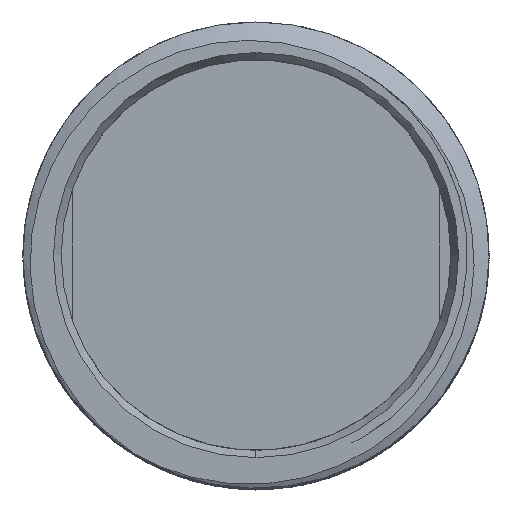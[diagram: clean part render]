
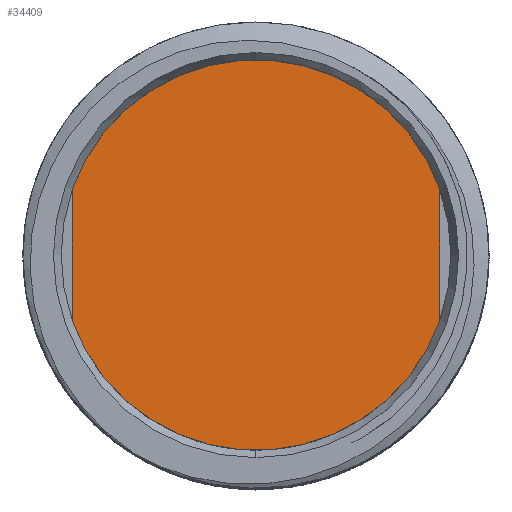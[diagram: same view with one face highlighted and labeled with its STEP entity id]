
A CAD part, top view. The second image highlights one B-rep face of the part: STEP entity #34409.
In plain terms, the highlighted planar face has unit normal (0, 0, 1).
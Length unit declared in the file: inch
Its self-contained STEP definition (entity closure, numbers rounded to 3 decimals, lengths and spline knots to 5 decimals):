
#20203=CARTESIAN_POINT('',(0.,0.,0.));
#20204=DIRECTION('',(0.,0.,1.));
#20205=DIRECTION('',(0.942,0.335,0.));
#20206=AXIS2_PLACEMENT_3D('',#20203,#20204,#20205);
#20234=CARTESIAN_POINT('',(0.,0.,0.));
#20235=DIRECTION('',(0.,0.,1.));
#20236=DIRECTION('',(-0.942,-0.335,0.));
#20237=AXIS2_PLACEMENT_3D('',#20234,#20235,#20236);
#20239=DIRECTION('',(0.,-1.,0.));
#20240=VECTOR('',#20239,0.20279);
#20241=CARTESIAN_POINT('',(0.285,0.1014,0.));
#20242=LINE('',#20241,#20240);
#20243=DIRECTION('',(0.,1.,0.));
#20244=VECTOR('',#20243,0.20279);
#20245=CARTESIAN_POINT('',(-0.285,-0.1014,0.));
#20246=LINE('',#20245,#20244);
#20622=CARTESIAN_POINT('',(0.285,0.1014,0.));
#20623=CARTESIAN_POINT('',(0.285,-0.1014,0.));
#20624=VERTEX_POINT('',#20622);
#20625=VERTEX_POINT('',#20623);
#20626=CARTESIAN_POINT('',(-0.285,-0.1014,0.));
#20627=CARTESIAN_POINT('',(-0.285,0.1014,0.));
#20628=VERTEX_POINT('',#20626);
#20629=VERTEX_POINT('',#20627);
#34396=CARTESIAN_POINT('',(0.,0.,0.));
#34397=DIRECTION('',(0.,0.,1.));
#34398=DIRECTION('',(0.,-1.,0.));
#34399=AXIS2_PLACEMENT_3D('',#34396,#34397,#34398);
#34400=PLANE('',#34399);
#34402=ORIENTED_EDGE('',*,*,#34401,.T.);
#34403=ORIENTED_EDGE('',*,*,#34385,.F.);
#34405=ORIENTED_EDGE('',*,*,#34404,.T.);
#34406=ORIENTED_EDGE('',*,*,#34353,.F.);
#34407=EDGE_LOOP('',(#34402,#34403,#34405,#34406));
#34408=FACE_OUTER_BOUND('',#34407,.F.);
#34409=ADVANCED_FACE('',(#34408),#34400,.T.);
#20207=CIRCLE('',#20206,0.3025);
#20238=CIRCLE('',#20237,0.3025);
#34353=EDGE_CURVE('',#20624,#20629,#20207,.T.);
#34385=EDGE_CURVE('',#20628,#20625,#20238,.T.);
#34401=EDGE_CURVE('',#20624,#20625,#20242,.T.);
#34404=EDGE_CURVE('',#20628,#20629,#20246,.T.);
